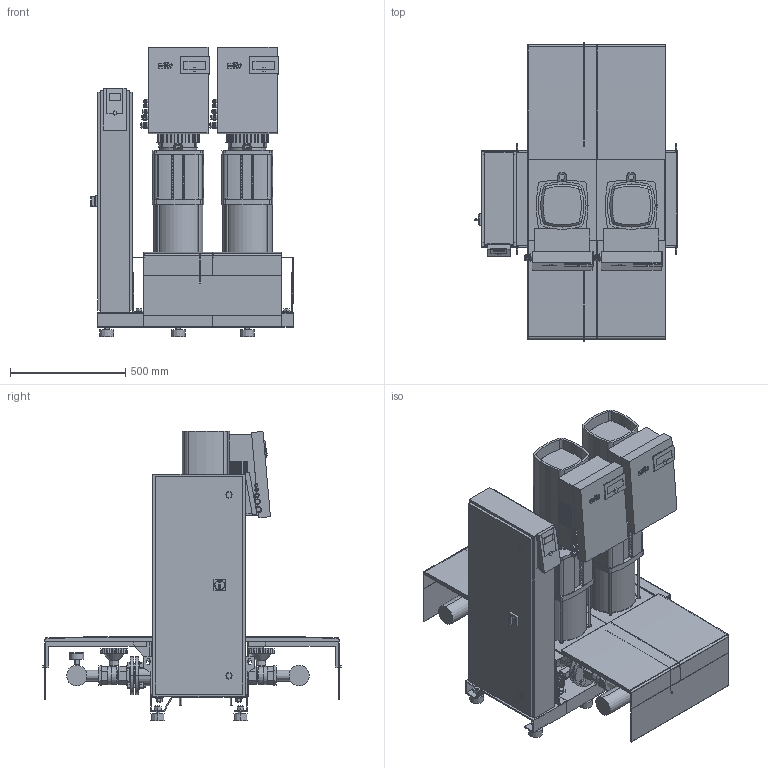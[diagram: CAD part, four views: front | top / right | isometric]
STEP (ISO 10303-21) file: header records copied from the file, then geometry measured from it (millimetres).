
FILE_DESCRIPTION((''),'2;1');
FILE_NAME('3d_SiBoostSmart2HelixEXCEL2203-6.5-2542592.stp','2016-08-24T10:14:29',(''),(''),'Mechanical Desktop 2009','Mechanical Desktop 2009',', , ');
FILE_SCHEMA(('CONFIG_CONTROL_DESIGN'));
Length unit declared in the file: millimetre
Products named in the file (1): Product
Bounding box: 880 x 1295 x 1255 mm (x, y, z)
Volume: 180033948.5 mm3; surface area: 14424005.2 mm2
Topology: 145 solids, 145 shells, 4753 faces, 12128 edges, 7922 vertices
Faces by surface type: plane 1764, bspline 1681, cylinder 1024, cone 150, torus 126, sphere 8
Entity records: 158640 total; most frequent: CARTESIAN_POINT 45563, ORIENTED_EDGE 24248, DIRECTION 21376, EDGE_CURVE 12124, VECTOR 8050, LINE 8050, VERTEX_POINT 7916, AXIS2_PLACEMENT_3D 6663
